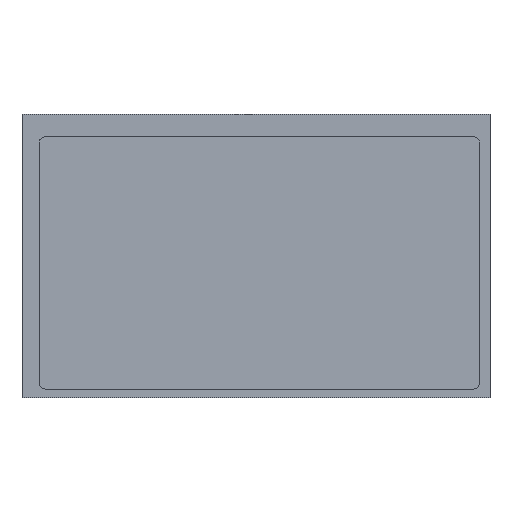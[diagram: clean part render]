
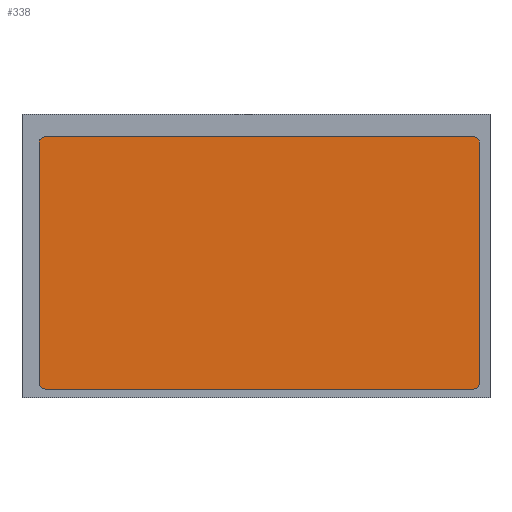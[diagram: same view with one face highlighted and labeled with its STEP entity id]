
A CAD part, top view. The second image highlights one B-rep face of the part: STEP entity #338.
In plain terms, the highlighted planar face has unit normal (0, 0, 1).
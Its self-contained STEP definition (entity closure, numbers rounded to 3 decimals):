
#196 = VERTEX_POINT('',#197);
#197 = CARTESIAN_POINT('',(6.05,89.94,6.9));
#203 = EDGE_CURVE('',#204,#196,#206,.T.);
#204 = VERTEX_POINT('',#205);
#205 = CARTESIAN_POINT('',(6.05,5.34,6.9));
#206 = LINE('',#207,#208);
#207 = CARTESIAN_POINT('',(6.05,3.14,6.9));
#208 = VECTOR('',#209,1.);
#209 = DIRECTION('',(0.,1.,0.));
#294 = VERTEX_POINT('',#295);
#295 = CARTESIAN_POINT('',(8.25,3.14,6.9));
#301 = EDGE_CURVE('',#204,#294,#302,.T.);
#302 = CIRCLE('',#303,2.2);
#303 = AXIS2_PLACEMENT_3D('',#304,#305,#306);
#304 = CARTESIAN_POINT('',(8.25,5.34,6.9));
#305 = DIRECTION('',(-0.,0.,1.));
#306 = DIRECTION('',(0.,-1.,0.));
#319 = VERTEX_POINT('',#320);
#320 = CARTESIAN_POINT('',(8.25,92.14,6.9));
#326 = EDGE_CURVE('',#196,#319,#327,.T.);
#327 = CIRCLE('',#328,2.2);
#328 = AXIS2_PLACEMENT_3D('',#329,#330,#331);
#329 = CARTESIAN_POINT('',(8.25,89.94,6.9));
#330 = DIRECTION('',(-0.,-0.,-1.));
#331 = DIRECTION('',(0.,-1.,0.));
#338 = ADVANCED_FACE('',(#339),#384,.T.);
#339 = FACE_BOUND('',#340,.T.);
#340 = EDGE_LOOP('',(#341,#342,#343,#351,#360,#368,#377,#383));
#341 = ORIENTED_EDGE('',*,*,#203,.F.);
#342 = ORIENTED_EDGE('',*,*,#301,.T.);
#343 = ORIENTED_EDGE('',*,*,#344,.T.);
#344 = EDGE_CURVE('',#294,#345,#347,.T.);
#345 = VERTEX_POINT('',#346);
#346 = CARTESIAN_POINT('',(159.35,3.14,6.9));
#347 = LINE('',#348,#349);
#348 = CARTESIAN_POINT('',(6.05,3.14,6.9));
#349 = VECTOR('',#350,1.);
#350 = DIRECTION('',(1.,0.,0.));
#351 = ORIENTED_EDGE('',*,*,#352,.F.);
#352 = EDGE_CURVE('',#353,#345,#355,.T.);
#353 = VERTEX_POINT('',#354);
#354 = CARTESIAN_POINT('',(161.55,5.34,6.9));
#355 = CIRCLE('',#356,2.2);
#356 = AXIS2_PLACEMENT_3D('',#357,#358,#359);
#357 = CARTESIAN_POINT('',(159.35,5.34,6.9));
#358 = DIRECTION('',(-0.,-0.,-1.));
#359 = DIRECTION('',(0.,-1.,0.));
#360 = ORIENTED_EDGE('',*,*,#361,.T.);
#361 = EDGE_CURVE('',#353,#362,#364,.T.);
#362 = VERTEX_POINT('',#363);
#363 = CARTESIAN_POINT('',(161.55,89.94,6.9));
#364 = LINE('',#365,#366);
#365 = CARTESIAN_POINT('',(161.55,3.14,6.9));
#366 = VECTOR('',#367,1.);
#367 = DIRECTION('',(0.,1.,0.));
#368 = ORIENTED_EDGE('',*,*,#369,.T.);
#369 = EDGE_CURVE('',#362,#370,#372,.T.);
#370 = VERTEX_POINT('',#371);
#371 = CARTESIAN_POINT('',(159.35,92.14,6.9));
#372 = CIRCLE('',#373,2.2);
#373 = AXIS2_PLACEMENT_3D('',#374,#375,#376);
#374 = CARTESIAN_POINT('',(159.35,89.94,6.9));
#375 = DIRECTION('',(-0.,0.,1.));
#376 = DIRECTION('',(0.,-1.,0.));
#377 = ORIENTED_EDGE('',*,*,#378,.F.);
#378 = EDGE_CURVE('',#319,#370,#379,.T.);
#379 = LINE('',#380,#381);
#380 = CARTESIAN_POINT('',(6.05,92.14,6.9));
#381 = VECTOR('',#382,1.);
#382 = DIRECTION('',(1.,0.,0.));
#383 = ORIENTED_EDGE('',*,*,#326,.F.);
#384 = PLANE('',#385);
#385 = AXIS2_PLACEMENT_3D('',#386,#387,#388);
#386 = CARTESIAN_POINT('',(6.05,3.14,6.9));
#387 = DIRECTION('',(0.,0.,1.));
#388 = DIRECTION('',(1.,0.,0.));
